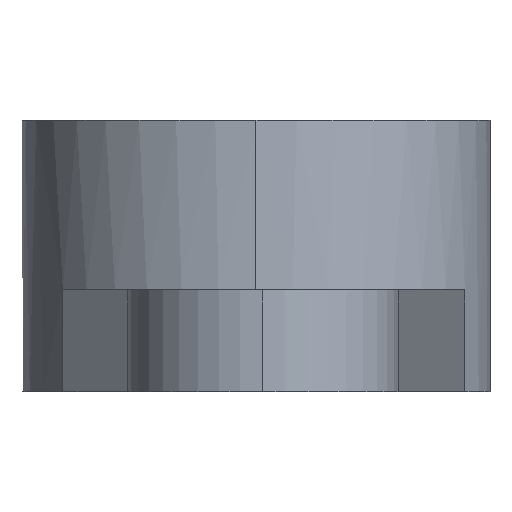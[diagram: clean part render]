
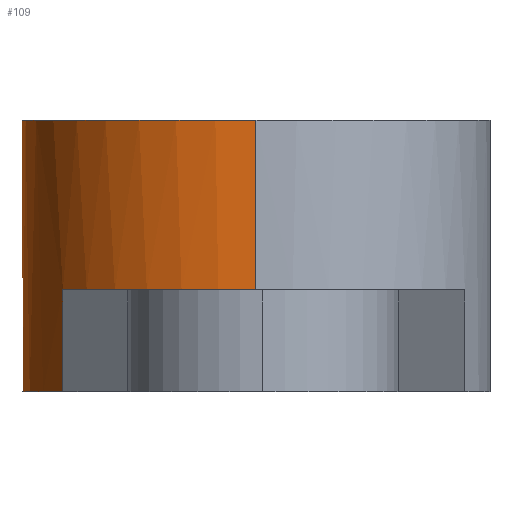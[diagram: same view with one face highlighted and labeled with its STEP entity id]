
A CAD part, left-side view. The second image highlights one B-rep face of the part: STEP entity #109.
In plain terms, the highlighted cylindrical face has radius 3.45 mm (diameter 6.9 mm), a partial arc.
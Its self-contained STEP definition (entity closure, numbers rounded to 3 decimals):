
#48 = DIRECTION ( 'NONE',  ( -1., 0., 0. ) ) ;
#90 = EDGE_CURVE ( 'NONE', #3871, #1054, #2380, .T. ) ;
#109 = ADVANCED_FACE ( 'NONE', ( #2485 ), #1335, .T. ) ;
#172 = EDGE_CURVE ( 'NONE', #3968, #1054, #4167, .T. ) ;
#212 = EDGE_CURVE ( 'NONE', #2366, #315, #3598, .T. ) ;
#315 = VERTEX_POINT ( 'NONE', #576 ) ;
#353 = DIRECTION ( 'NONE',  ( -1., 0., 0. ) ) ;
#533 = CARTESIAN_POINT ( 'NONE',  ( -1.947, 2.848, 0. ) ) ;
#576 = CARTESIAN_POINT ( 'NONE',  ( -3.45, 0., 1.5 ) ) ;
#666 = VECTOR ( 'NONE', #2428, 1000. ) ;
#689 = ORIENTED_EDGE ( 'NONE', *, *, #1446, .T. ) ;
#750 = LINE ( 'NONE', #1400, #1468 ) ;
#767 = ORIENTED_EDGE ( 'NONE', *, *, #90, .F. ) ;
#820 = AXIS2_PLACEMENT_3D ( 'NONE', #3320, #3500, #1382 ) ;
#881 = VERTEX_POINT ( 'NONE', #533 ) ;
#1054 = VERTEX_POINT ( 'NONE', #3114 ) ;
#1058 = EDGE_LOOP ( 'NONE', ( #4075, #2443, #767, #2625, #689, #1599, #2332, #3961 ) ) ;
#1067 = EDGE_CURVE ( 'NONE', #1979, #3871, #1607, .T. ) ;
#1111 = VECTOR ( 'NONE', #1174, 1000. ) ;
#1174 = DIRECTION ( 'NONE',  ( 0., 0., -1. ) ) ;
#1283 = CARTESIAN_POINT ( 'NONE',  ( 3.45, 0., 4. ) ) ;
#1335 = CYLINDRICAL_SURFACE ( 'NONE', #3195, 3.45 ) ;
#1382 = DIRECTION ( 'NONE',  ( 1., 0., 0. ) ) ;
#1400 = CARTESIAN_POINT ( 'NONE',  ( -1.947, 2.848, 4. ) ) ;
#1446 = EDGE_CURVE ( 'NONE', #1979, #881, #2634, .T. ) ;
#1449 = CIRCLE ( 'NONE', #820, 3.45 ) ;
#1468 = VECTOR ( 'NONE', #4566, 1000. ) ;
#1495 = DIRECTION ( 'NONE',  ( 0., 0., -1. ) ) ;
#1512 = VERTEX_POINT ( 'NONE', #1749 ) ;
#1599 = ORIENTED_EDGE ( 'NONE', *, *, #3341, .T. ) ;
#1607 = LINE ( 'NONE', #2062, #666 ) ;
#1623 = AXIS2_PLACEMENT_3D ( 'NONE', #4620, #2487, #353 ) ;
#1749 = CARTESIAN_POINT ( 'NONE',  ( -1.947, 2.848, 1.5 ) ) ;
#1838 = CARTESIAN_POINT ( 'NONE',  ( 0., 0., 4. ) ) ;
#1979 = VERTEX_POINT ( 'NONE', #2667 ) ;
#2043 = DIRECTION ( 'NONE',  ( 0., 0., 1. ) ) ;
#2062 = CARTESIAN_POINT ( 'NONE',  ( 1.947, 2.848, 4. ) ) ;
#2160 = CIRCLE ( 'NONE', #1623, 3.45 ) ;
#2253 = CARTESIAN_POINT ( 'NONE',  ( -3.45, 0., 4. ) ) ;
#2332 = ORIENTED_EDGE ( 'NONE', *, *, #4226, .F. ) ;
#2366 = VERTEX_POINT ( 'NONE', #2781 ) ;
#2380 = CIRCLE ( 'NONE', #2482, 3.45 ) ;
#2428 = DIRECTION ( 'NONE',  ( 0., 0., 1. ) ) ;
#2443 = ORIENTED_EDGE ( 'NONE', *, *, #172, .T. ) ;
#2482 = AXIS2_PLACEMENT_3D ( 'NONE', #3604, #1495, #3959 ) ;
#2485 = FACE_OUTER_BOUND ( 'NONE', #1058, .T. ) ;
#2487 = DIRECTION ( 'NONE',  ( 0., 0., -1. ) ) ;
#2625 = ORIENTED_EDGE ( 'NONE', *, *, #1067, .F. ) ;
#2634 = CIRCLE ( 'NONE', #2910, 3.45 ) ;
#2650 = VECTOR ( 'NONE', #3319, 1000. ) ;
#2667 = CARTESIAN_POINT ( 'NONE',  ( 1.947, 2.848, 0. ) ) ;
#2781 = CARTESIAN_POINT ( 'NONE',  ( -3.45, 0., 4. ) ) ;
#2910 = AXIS2_PLACEMENT_3D ( 'NONE', #4182, #2043, #4539 ) ;
#2977 = CARTESIAN_POINT ( 'NONE',  ( 1.947, 2.848, 1.5 ) ) ;
#3114 = CARTESIAN_POINT ( 'NONE',  ( 3.45, 0., 1.5 ) ) ;
#3195 = AXIS2_PLACEMENT_3D ( 'NONE', #1838, #4327, #48 ) ;
#3319 = DIRECTION ( 'NONE',  ( 0., 0., -1. ) ) ;
#3320 = CARTESIAN_POINT ( 'NONE',  ( 0., 0., 4. ) ) ;
#3341 = EDGE_CURVE ( 'NONE', #881, #1512, #750, .T. ) ;
#3500 = DIRECTION ( 'NONE',  ( 0., 0., 1. ) ) ;
#3598 = LINE ( 'NONE', #2253, #2650 ) ;
#3604 = CARTESIAN_POINT ( 'NONE',  ( 0., 0., 1.5 ) ) ;
#3652 = CARTESIAN_POINT ( 'NONE',  ( 3.45, 0., 4. ) ) ;
#3871 = VERTEX_POINT ( 'NONE', #2977 ) ;
#3959 = DIRECTION ( 'NONE',  ( -1., 0., 0. ) ) ;
#3961 = ORIENTED_EDGE ( 'NONE', *, *, #212, .F. ) ;
#3968 = VERTEX_POINT ( 'NONE', #1283 ) ;
#4075 = ORIENTED_EDGE ( 'NONE', *, *, #4416, .F. ) ;
#4167 = LINE ( 'NONE', #3652, #1111 ) ;
#4182 = CARTESIAN_POINT ( 'NONE',  ( 0., 0., 0. ) ) ;
#4226 = EDGE_CURVE ( 'NONE', #315, #1512, #2160, .T. ) ;
#4327 = DIRECTION ( 'NONE',  ( 0., 0., -1. ) ) ;
#4416 = EDGE_CURVE ( 'NONE', #3968, #2366, #1449, .T. ) ;
#4539 = DIRECTION ( 'NONE',  ( 1., 0., 0. ) ) ;
#4566 = DIRECTION ( 'NONE',  ( 0., 0., 1. ) ) ;
#4620 = CARTESIAN_POINT ( 'NONE',  ( 0., 0., 1.5 ) ) ;
